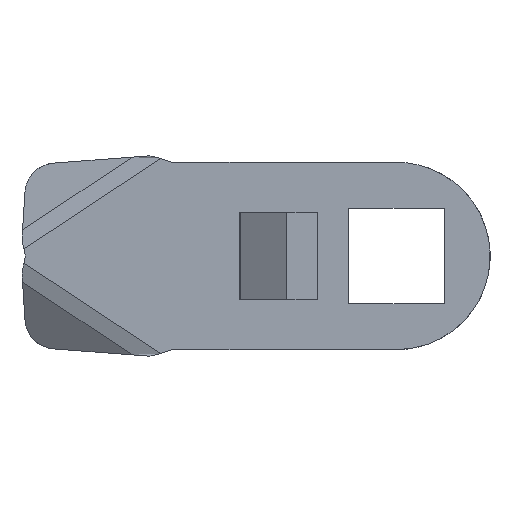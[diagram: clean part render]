
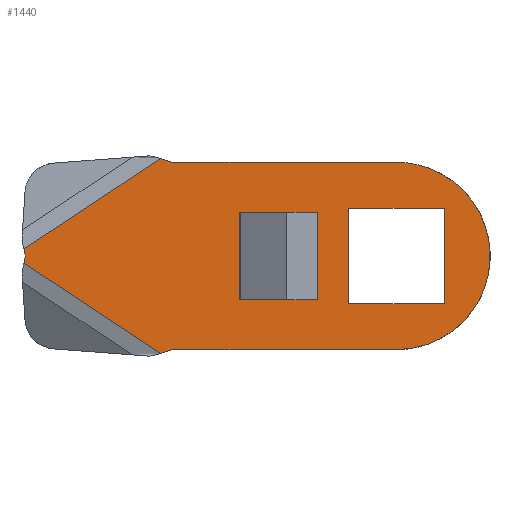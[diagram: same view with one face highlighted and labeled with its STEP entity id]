
A CAD part, front view. The second image highlights one B-rep face of the part: STEP entity #1440.
In plain terms, the highlighted free-form (B-spline) face has degree [1, 1] with [2, 2] control points.
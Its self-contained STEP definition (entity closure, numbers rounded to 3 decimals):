
#62=CARTESIAN_POINT('',(0.,6.,-6.));
#63=VERTEX_POINT('',#62);
#64=CARTESIAN_POINT('',(0.,6.,6.));
#65=VERTEX_POINT('',#64);
#66=CARTESIAN_POINT('',(0.,6.,-6.));
#67=CARTESIAN_POINT('',(6.,6.,-6.));
#68=CARTESIAN_POINT('',(6.,6.,0.));
#69=CARTESIAN_POINT('',(6.,6.,6.));
#70=CARTESIAN_POINT('',(0.,6.,6.));
#78=(BOUNDED_CURVE()B_SPLINE_CURVE(2,(#66,#67,#68,#69,#70),.UNSPECIFIED.,.F.,.U.)B_SPLINE_CURVE_WITH_KNOTS((3,2,3),(0.0,0.5,1.0),.UNSPECIFIED.)CURVE()GEOMETRIC_REPRESENTATION_ITEM()RATIONAL_B_SPLINE_CURVE((1.0,0.707,1.0,0.707,1.0))REPRESENTATION_ITEM(''));
#79=EDGE_CURVE('',#63,#65,#78,.T.);
#166=CARTESIAN_POINT('',(-15.141,6.,-6.245));
#167=VERTEX_POINT('',#166);
#175=CARTESIAN_POINT('',(-23.861,6.,-0.478));
#176=VERTEX_POINT('',#175);
#177=CARTESIAN_POINT('',(-23.861,6.,-0.478));
#178=CARTESIAN_POINT('',(-15.141,6.,-6.245));
#179=QUASI_UNIFORM_CURVE('',1,(#177,#178),.UNSPECIFIED.,.F.,.U.);
#180=EDGE_CURVE('',#176,#167,#179,.T.);
#271=CARTESIAN_POINT('',(-23.861,6.,0.478));
#272=VERTEX_POINT('',#271);
#286=CARTESIAN_POINT('',(-15.141,6.,6.245));
#287=VERTEX_POINT('',#286);
#288=CARTESIAN_POINT('',(-15.141,6.,6.245));
#289=CARTESIAN_POINT('',(-23.861,6.,0.478));
#290=QUASI_UNIFORM_CURVE('',1,(#288,#289),.UNSPECIFIED.,.F.,.U.);
#291=EDGE_CURVE('',#287,#272,#290,.T.);
#431=CARTESIAN_POINT('',(-23.781,6.,0.));
#432=VERTEX_POINT('',#431);
#438=CARTESIAN_POINT('',(-23.881,6.,0.465));
#439=VERTEX_POINT('',#438);
#440=CARTESIAN_POINT('',(-23.781,6.,0.));
#441=CARTESIAN_POINT('',(-23.833,6.,0.232));
#442=CARTESIAN_POINT('',(-23.881,6.,0.465));
#450=(BOUNDED_CURVE()B_SPLINE_CURVE(2,(#440,#441,#442),.UNSPECIFIED.,.F.,.U.)CURVE()GEOMETRIC_REPRESENTATION_ITEM()QUASI_UNIFORM_CURVE()RATIONAL_B_SPLINE_CURVE((1.0,1.,1.0))REPRESENTATION_ITEM(''));
#451=EDGE_CURVE('',#432,#439,#450,.T.);
#498=CARTESIAN_POINT('',(-23.881,6.,-0.465));
#499=VERTEX_POINT('',#498);
#505=CARTESIAN_POINT('',(-23.881,6.,-0.465));
#506=CARTESIAN_POINT('',(-23.833,6.,-0.232));
#507=CARTESIAN_POINT('',(-23.781,6.,0.));
#515=(BOUNDED_CURVE()B_SPLINE_CURVE(2,(#505,#506,#507),.UNSPECIFIED.,.F.,.U.)CURVE()GEOMETRIC_REPRESENTATION_ITEM()QUASI_UNIFORM_CURVE()RATIONAL_B_SPLINE_CURVE((1.0,1.,1.0))REPRESENTATION_ITEM(''));
#516=EDGE_CURVE('',#499,#432,#515,.T.);
#736=CARTESIAN_POINT('',(-6.444,6.0,-2.8));
#737=VERTEX_POINT('',#736);
#738=CARTESIAN_POINT('',(-10.083,6.,-2.8));
#739=VERTEX_POINT('',#738);
#740=CARTESIAN_POINT('',(-6.444,6.0,-2.8));
#741=CARTESIAN_POINT('',(-10.083,6.,-2.8));
#742=QUASI_UNIFORM_CURVE('',1,(#740,#741),.UNSPECIFIED.,.F.,.U.);
#743=EDGE_CURVE('',#737,#739,#742,.T.);
#767=CARTESIAN_POINT('',(-6.444,6.0,2.8));
#768=VERTEX_POINT('',#767);
#774=CARTESIAN_POINT('',(-10.083,6.,2.8));
#775=VERTEX_POINT('',#774);
#776=CARTESIAN_POINT('',(-6.444,6.0,2.8));
#777=CARTESIAN_POINT('',(-10.083,6.,2.8));
#778=QUASI_UNIFORM_CURVE('',1,(#776,#777),.UNSPECIFIED.,.F.,.U.);
#779=EDGE_CURVE('',#768,#775,#778,.T.);
#798=CARTESIAN_POINT('',(-10.083,6.,-2.8));
#799=CARTESIAN_POINT('',(-10.083,6.,2.8));
#800=QUASI_UNIFORM_CURVE('',1,(#798,#799),.UNSPECIFIED.,.F.,.U.);
#801=EDGE_CURVE('',#739,#775,#800,.T.);
#814=CARTESIAN_POINT('',(-5.05,6.,2.8));
#815=VERTEX_POINT('',#814);
#823=CARTESIAN_POINT('',(-6.444,6.0,2.8));
#824=CARTESIAN_POINT('',(-5.05,6.,2.8));
#825=QUASI_UNIFORM_CURVE('',1,(#823,#824),.UNSPECIFIED.,.F.,.U.);
#826=EDGE_CURVE('',#768,#815,#825,.T.);
#848=CARTESIAN_POINT('',(-5.05,6.0,-2.8));
#849=VERTEX_POINT('',#848);
#869=CARTESIAN_POINT('',(-6.444,6.0,-2.8));
#870=CARTESIAN_POINT('',(-5.05,6.0,-2.8));
#871=QUASI_UNIFORM_CURVE('',1,(#869,#870),.UNSPECIFIED.,.F.,.U.);
#872=EDGE_CURVE('',#737,#849,#871,.T.);
#907=CARTESIAN_POINT('',(-5.05,6.0,-2.8));
#908=CARTESIAN_POINT('',(-5.05,6.,2.8));
#909=QUASI_UNIFORM_CURVE('',1,(#907,#908),.UNSPECIFIED.,.F.,.U.);
#910=EDGE_CURVE('',#849,#815,#909,.T.);
#922=CARTESIAN_POINT('',(3.05,6.,-3.05));
#923=VERTEX_POINT('',#922);
#936=CARTESIAN_POINT('',(-3.05,6.,-3.05));
#937=VERTEX_POINT('',#936);
#943=CARTESIAN_POINT('',(3.05,6.,-3.05));
#944=CARTESIAN_POINT('',(-3.05,6.,-3.05));
#945=QUASI_UNIFORM_CURVE('',1,(#943,#944),.UNSPECIFIED.,.F.,.U.);
#946=EDGE_CURVE('',#923,#937,#945,.T.);
#964=CARTESIAN_POINT('',(-3.05,6.,3.05));
#965=VERTEX_POINT('',#964);
#971=CARTESIAN_POINT('',(-3.05,6.,-3.05));
#972=CARTESIAN_POINT('',(-3.05,6.,3.05));
#973=QUASI_UNIFORM_CURVE('',1,(#971,#972),.UNSPECIFIED.,.F.,.U.);
#974=EDGE_CURVE('',#937,#965,#973,.T.);
#992=CARTESIAN_POINT('',(3.05,6.,3.05));
#993=VERTEX_POINT('',#992);
#999=CARTESIAN_POINT('',(-3.05,6.,3.05));
#1000=CARTESIAN_POINT('',(3.05,6.,3.05));
#1001=QUASI_UNIFORM_CURVE('',1,(#999,#1000),.UNSPECIFIED.,.F.,.U.);
#1002=EDGE_CURVE('',#965,#993,#1001,.T.);
#1019=CARTESIAN_POINT('',(3.05,6.,3.05));
#1020=CARTESIAN_POINT('',(3.05,6.,-3.05));
#1021=QUASI_UNIFORM_CURVE('',1,(#1019,#1020),.UNSPECIFIED.,.F.,.U.);
#1022=EDGE_CURVE('',#993,#923,#1021,.T.);
#1032=CARTESIAN_POINT('',(-14.334,6.,6.));
#1033=VERTEX_POINT('',#1032);
#1034=CARTESIAN_POINT('',(0.,6.,6.));
#1035=CARTESIAN_POINT('',(-14.334,6.,6.));
#1036=QUASI_UNIFORM_CURVE('',1,(#1034,#1035),.UNSPECIFIED.,.F.,.U.);
#1037=EDGE_CURVE('',#65,#1033,#1036,.T.);
#1068=CARTESIAN_POINT('',(-14.334,6.,-6.));
#1069=VERTEX_POINT('',#1068);
#1070=CARTESIAN_POINT('',(0.,6.,-6.));
#1071=CARTESIAN_POINT('',(-14.334,6.,-6.));
#1072=QUASI_UNIFORM_CURVE('',1,(#1070,#1071),.UNSPECIFIED.,.F.,.U.);
#1073=EDGE_CURVE('',#63,#1069,#1072,.T.);
#1126=CARTESIAN_POINT('',(-14.334,6.,6.));
#1127=CARTESIAN_POINT('',(-14.735,6.,6.131));
#1128=CARTESIAN_POINT('',(-15.141,6.,6.245));
#1136=(BOUNDED_CURVE()B_SPLINE_CURVE(2,(#1126,#1127,#1128),.UNSPECIFIED.,.F.,.U.)CURVE()GEOMETRIC_REPRESENTATION_ITEM()QUASI_UNIFORM_CURVE()RATIONAL_B_SPLINE_CURVE((1.0,1.,1.0))REPRESENTATION_ITEM(''));
#1137=EDGE_CURVE('',#1033,#287,#1136,.T.);
#1220=CARTESIAN_POINT('',(-23.881,6.,-0.465));
#1221=CARTESIAN_POINT('',(-23.861,6.,-0.478));
#1222=QUASI_UNIFORM_CURVE('',1,(#1220,#1221),.UNSPECIFIED.,.F.,.U.);
#1223=EDGE_CURVE('',#499,#176,#1222,.T.);
#1234=CARTESIAN_POINT('',(-23.861,6.,0.478));
#1235=CARTESIAN_POINT('',(-23.881,6.,0.465));
#1236=QUASI_UNIFORM_CURVE('',1,(#1234,#1235),.UNSPECIFIED.,.F.,.U.);
#1237=EDGE_CURVE('',#272,#439,#1236,.T.);
#1359=CARTESIAN_POINT('',(-15.141,6.,-6.245));
#1360=CARTESIAN_POINT('',(-14.735,6.,-6.131));
#1361=CARTESIAN_POINT('',(-14.334,6.,-6.));
#1369=(BOUNDED_CURVE()B_SPLINE_CURVE(2,(#1359,#1360,#1361),.UNSPECIFIED.,.F.,.U.)CURVE()GEOMETRIC_REPRESENTATION_ITEM()QUASI_UNIFORM_CURVE()RATIONAL_B_SPLINE_CURVE((1.0,1.,1.0))REPRESENTATION_ITEM(''));
#1370=EDGE_CURVE('',#167,#1069,#1369,.T.);
#1408=CARTESIAN_POINT('',(-25.374,6.,-6.869));
#1409=CARTESIAN_POINT('',(-25.374,6.,6.869));
#1410=CARTESIAN_POINT('',(7.493,6.,-6.869));
#1411=CARTESIAN_POINT('',(7.493,6.,6.869));
#1412=B_SPLINE_SURFACE_WITH_KNOTS('',1,1,((#1408,#1410),(#1409,#1411)),.UNSPECIFIED.,.F.,.F.,.U.,(2,2),(2,2),(0.0,13.738),(0.0,32.866),.UNSPECIFIED.);
#1413=ORIENTED_EDGE('',*,*,#1073,.F.);
#1414=ORIENTED_EDGE('',*,*,#79,.T.);
#1415=ORIENTED_EDGE('',*,*,#1037,.T.);
#1416=ORIENTED_EDGE('',*,*,#1137,.T.);
#1417=ORIENTED_EDGE('',*,*,#291,.T.);
#1418=ORIENTED_EDGE('',*,*,#1237,.T.);
#1419=ORIENTED_EDGE('',*,*,#451,.F.);
#1420=ORIENTED_EDGE('',*,*,#516,.F.);
#1421=ORIENTED_EDGE('',*,*,#1223,.T.);
#1422=ORIENTED_EDGE('',*,*,#180,.T.);
#1423=ORIENTED_EDGE('',*,*,#1370,.T.);
#1424=EDGE_LOOP('',(#1413,#1414,#1415,#1416,#1417,#1418,#1419,#1420,#1421,#1422,#1423));
#1425=FACE_OUTER_BOUND('',#1424,.T.);
#1426=ORIENTED_EDGE('',*,*,#779,.F.);
#1427=ORIENTED_EDGE('',*,*,#826,.T.);
#1428=ORIENTED_EDGE('',*,*,#910,.F.);
#1429=ORIENTED_EDGE('',*,*,#872,.F.);
#1430=ORIENTED_EDGE('',*,*,#743,.T.);
#1431=ORIENTED_EDGE('',*,*,#801,.T.);
#1432=EDGE_LOOP('',(#1426,#1427,#1428,#1429,#1430,#1431));
#1433=FACE_BOUND('',#1432,.T.);
#1434=ORIENTED_EDGE('',*,*,#1002,.T.);
#1435=ORIENTED_EDGE('',*,*,#1022,.T.);
#1436=ORIENTED_EDGE('',*,*,#946,.T.);
#1437=ORIENTED_EDGE('',*,*,#974,.T.);
#1438=EDGE_LOOP('',(#1434,#1435,#1436,#1437));
#1439=FACE_BOUND('',#1438,.T.);
#1440=ADVANCED_FACE('',(#1425,#1433,#1439),#1412,.F.);
